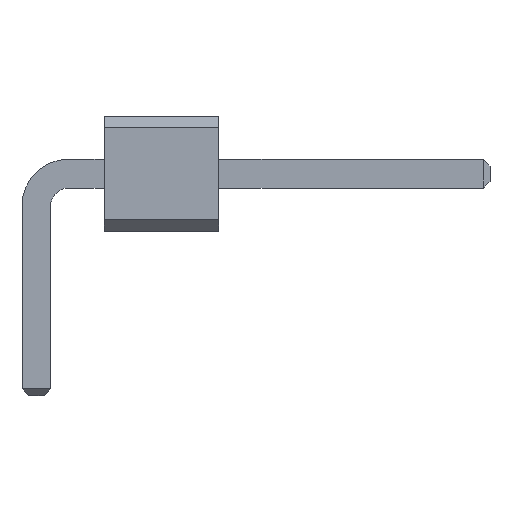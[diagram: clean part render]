
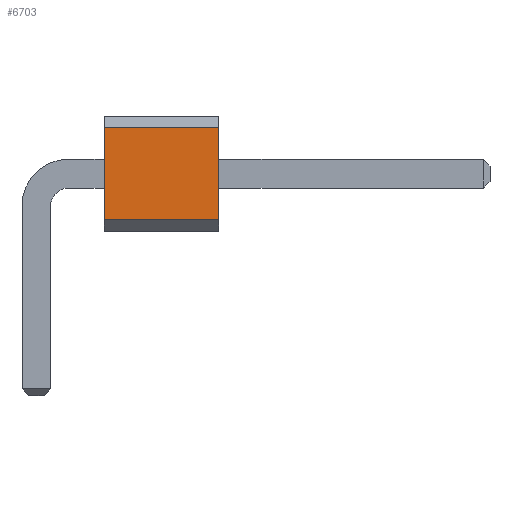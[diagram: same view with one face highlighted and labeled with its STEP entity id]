
A CAD part, front view. The second image highlights one B-rep face of the part: STEP entity #6703.
In plain terms, the highlighted planar face has unit normal (0, -1, 0).
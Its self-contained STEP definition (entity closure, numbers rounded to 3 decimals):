
#671 = VERTEX_POINT('',#672);
#672 = CARTESIAN_POINT('',(4.04,-62.23,2.29));
#678 = EDGE_CURVE('',#679,#671,#681,.T.);
#679 = VERTEX_POINT('',#680);
#680 = CARTESIAN_POINT('',(4.04,-62.23,0.25));
#681 = LINE('',#682,#683);
#682 = CARTESIAN_POINT('',(4.04,-62.23,0.));
#683 = VECTOR('',#684,1.);
#684 = DIRECTION('',(0.,0.,1.));
#2761 = VERTEX_POINT('',#2762);
#2762 = CARTESIAN_POINT('',(1.5,-62.23,0.25));
#2768 = EDGE_CURVE('',#2761,#2769,#2771,.T.);
#2769 = VERTEX_POINT('',#2770);
#2770 = CARTESIAN_POINT('',(1.5,-62.23,2.29));
#2771 = LINE('',#2772,#2773);
#2772 = CARTESIAN_POINT('',(1.5,-62.23,0.));
#2773 = VECTOR('',#2774,1.);
#2774 = DIRECTION('',(0.,0.,1.));
#6693 = EDGE_CURVE('',#679,#2761,#6694,.T.);
#6694 = LINE('',#6695,#6696);
#6695 = CARTESIAN_POINT('',(4.04,-62.23,0.25));
#6696 = VECTOR('',#6697,1.);
#6697 = DIRECTION('',(-1.,0.,0.));
#6703 = ADVANCED_FACE('',(#6704),#6715,.F.);
#6704 = FACE_BOUND('',#6705,.F.);
#6705 = EDGE_LOOP('',(#6706,#6707,#6708,#6709));
#6706 = ORIENTED_EDGE('',*,*,#678,.F.);
#6707 = ORIENTED_EDGE('',*,*,#6693,.T.);
#6708 = ORIENTED_EDGE('',*,*,#2768,.T.);
#6709 = ORIENTED_EDGE('',*,*,#6710,.F.);
#6710 = EDGE_CURVE('',#671,#2769,#6711,.T.);
#6711 = LINE('',#6712,#6713);
#6712 = CARTESIAN_POINT('',(4.04,-62.23,2.29));
#6713 = VECTOR('',#6714,1.);
#6714 = DIRECTION('',(-1.,0.,0.));
#6715 = PLANE('',#6716);
#6716 = AXIS2_PLACEMENT_3D('',#6717,#6718,#6719);
#6717 = CARTESIAN_POINT('',(4.04,-62.23,0.));
#6718 = DIRECTION('',(0.,1.,0.));
#6719 = DIRECTION('',(0.,0.,1.));
